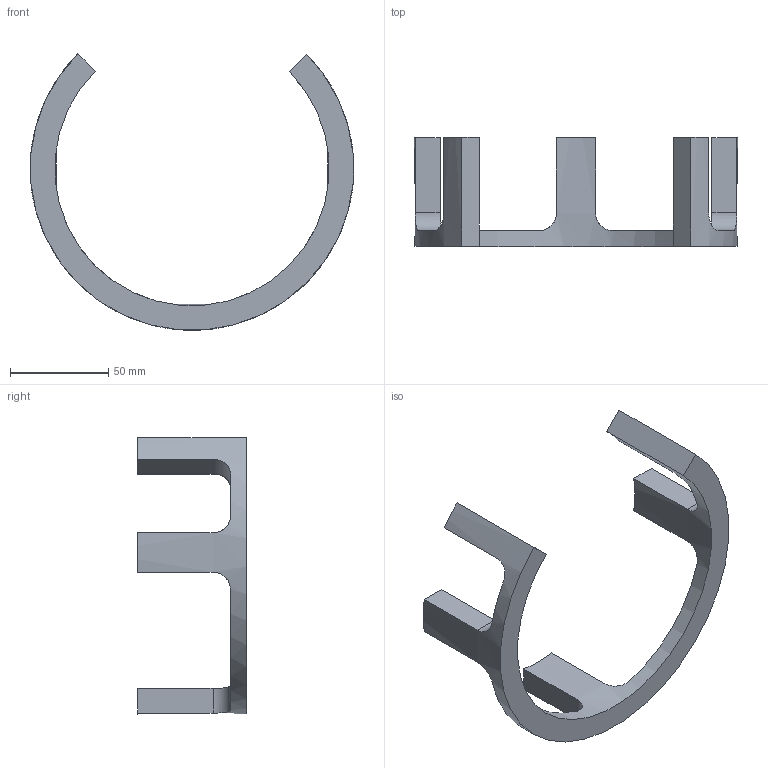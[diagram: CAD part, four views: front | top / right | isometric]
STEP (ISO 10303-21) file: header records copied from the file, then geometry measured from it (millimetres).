
FILE_DESCRIPTION((''),'2;1');
FILE_NAME('BASE_RING_SUPPORT','2020-12-29T19:28:37',('TINH LE'),(''),'CREO PARAMETRIC BY PTC INC, 2020154','CREO PARAMETRIC BY PTC INC, 2020154','');
FILE_SCHEMA(('CONFIG_CONTROL_DESIGN'));
Length unit declared in the file: millimetre
Products named in the file (1): BASE_RING_SUPPORT
Bounding box: 164.86 x 55.43 x 140.93 mm (x, y, z)
Volume: 89143.6 mm3; surface area: 29018.3 mm2
Topology: 1 solids, 1 shells, 30 faces, 84 edges, 56 vertices
Faces by surface type: plane 20, cylinder 10
Entity records: 1182 total; most frequent: CARTESIAN_POINT 378, ORIENTED_EDGE 168, DIRECTION 148, EDGE_CURVE 84, VERTEX_POINT 56, AXIS2_PLACEMENT_3D 50, VECTOR 48, LINE 48
